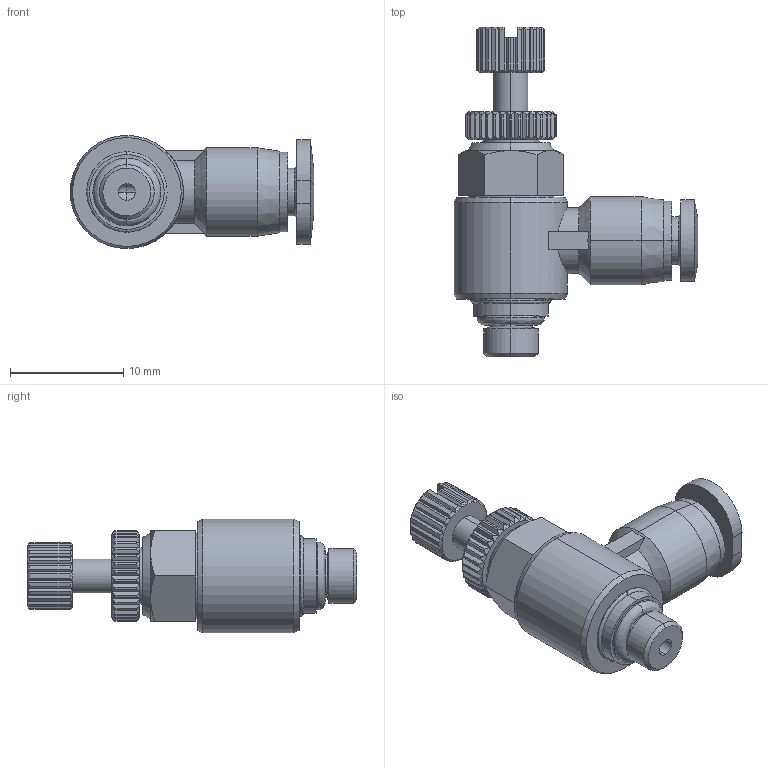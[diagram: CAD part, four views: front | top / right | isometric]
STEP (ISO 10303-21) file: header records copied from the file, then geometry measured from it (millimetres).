
FILE_DESCRIPTION (( 'STEP AP214' ), '1' );
FILE_NAME ('FVS18-10N.step', '2016-02-24T20:37:37', ( '' ), ( '' ), 'SwSTEP 2.0', 'SolidWorks 2015', '' );
FILE_SCHEMA (( 'AUTOMOTIVE_DESIGN' ));
Length unit declared in the file: inch
Products named in the file (1): FVS18-10N
Bounding box: 21.5 x 29.1 x 10 mm (x, y, z)
Volume: 1704.3 mm3; surface area: 1571.5 mm2
Topology: 2 solids, 2 shells, 346 faces, 849 edges, 519 vertices
Faces by surface type: plane 152, cylinder 97, cone 79, bspline 14, torus 4
Entity records: 11195 total; most frequent: CARTESIAN_POINT 3357, ORIENTED_EDGE 1694, DIRECTION 1552, EDGE_CURVE 847, AXIS2_PLACEMENT_3D 636, VERTEX_POINT 519, EDGE_LOOP 364, FACE_OUTER_BOUND 346
